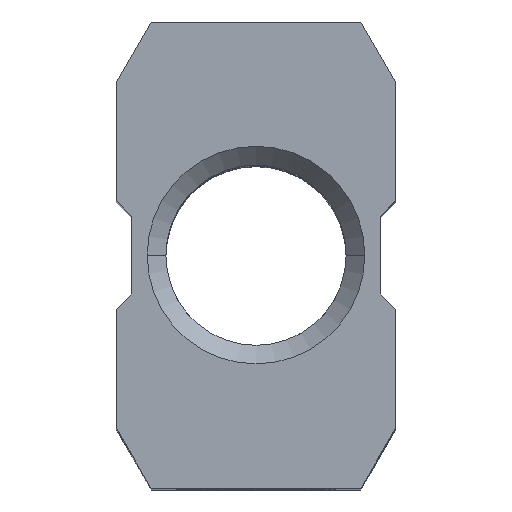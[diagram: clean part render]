
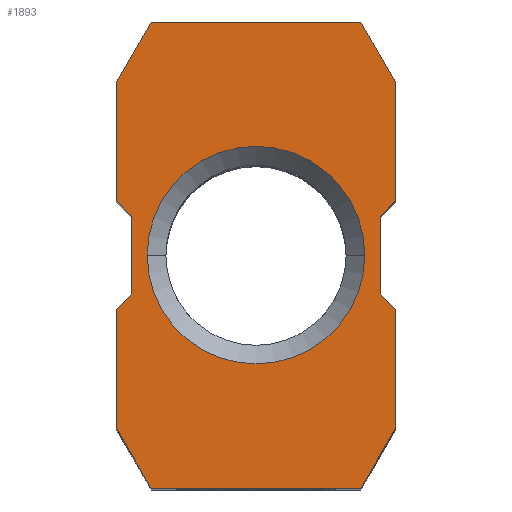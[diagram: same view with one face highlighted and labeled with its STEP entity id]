
A CAD part, top view. The second image highlights one B-rep face of the part: STEP entity #1893.
In plain terms, the highlighted planar face has unit normal (0, 0, 1).
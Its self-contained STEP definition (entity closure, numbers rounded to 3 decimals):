
#18 = EDGE_CURVE ( 'NONE', #97, #1698, #2066, .T. ) ;
#28 = CIRCLE ( 'NONE', #471, 7. ) ;
#41 = DIRECTION ( 'NONE',  ( 1., 0., 0. ) ) ;
#46 = ORIENTED_EDGE ( 'NONE', *, *, #18, .T. ) ;
#53 = FACE_OUTER_BOUND ( 'NONE', #1191, .T. ) ;
#57 = VECTOR ( 'NONE', #172, 1000. ) ;
#97 = VERTEX_POINT ( 'NONE', #2099 ) ;
#145 = CARTESIAN_POINT ( 'NONE',  ( 6.75, 30., 0. ) ) ;
#172 = DIRECTION ( 'NONE',  ( -0.707, -0.707, 0. ) ) ;
#180 = CARTESIAN_POINT ( 'NONE',  ( -8., 28.257, 0. ) ) ;
#192 = DIRECTION ( 'NONE',  ( 0., 0., -1. ) ) ;
#223 = CARTESIAN_POINT ( 'NONE',  ( 9., 3.897, 0. ) ) ;
#241 = LINE ( 'NONE', #1970, #866 ) ;
#243 = ORIENTED_EDGE ( 'NONE', *, *, #1394, .F. ) ;
#250 = LINE ( 'NONE', #1682, #1662 ) ;
#259 = DIRECTION ( 'NONE',  ( 0.707, 0.707, 0. ) ) ;
#274 = LINE ( 'NONE', #1154, #1006 ) ;
#289 = DIRECTION ( 'NONE',  ( -0.5, 0.866, 0. ) ) ;
#309 = CARTESIAN_POINT ( 'NONE',  ( -8., 12.5, 0. ) ) ;
#311 = LINE ( 'NONE', #2180, #2113 ) ;
#321 = LINE ( 'NONE', #1234, #1193 ) ;
#322 = DIRECTION ( 'NONE',  ( -0.5, -0.866, 0. ) ) ;
#324 = VECTOR ( 'NONE', #496, 1000. ) ;
#333 = EDGE_CURVE ( 'NONE', #1726, #1782, #311, .T. ) ;
#334 = DIRECTION ( 'NONE',  ( 0., -1., 0. ) ) ;
#338 = CARTESIAN_POINT ( 'NONE',  ( -9., 28.257, 0. ) ) ;
#340 = VERTEX_POINT ( 'NONE', #2030 ) ;
#358 = CARTESIAN_POINT ( 'NONE',  ( 7., 15., 0. ) ) ;
#361 = PLANE ( 'NONE',  #1704 ) ;
#364 = CARTESIAN_POINT ( 'NONE',  ( -9., 11.5, 0. ) ) ;
#379 = VERTEX_POINT ( 'NONE', #1661 ) ;
#390 = DIRECTION ( 'NONE',  ( -1., 0., 0. ) ) ;
#394 = ORIENTED_EDGE ( 'NONE', *, *, #2188, .F. ) ;
#402 = ORIENTED_EDGE ( 'NONE', *, *, #1457, .F. ) ;
#442 = CARTESIAN_POINT ( 'NONE',  ( 6.75, 0., 0. ) ) ;
#448 = EDGE_CURVE ( 'NONE', #579, #1752, #801, .T. ) ;
#452 = ORIENTED_EDGE ( 'NONE', *, *, #1206, .T. ) ;
#465 = EDGE_CURVE ( 'NONE', #1531, #1698, #250, .T. ) ;
#470 = CARTESIAN_POINT ( 'NONE',  ( 9., 26.103, 0. ) ) ;
#471 = AXIS2_PLACEMENT_3D ( 'NONE', #1299, #779, #968 ) ;
#488 = EDGE_CURVE ( 'NONE', #97, #728, #1303, .T. ) ;
#494 = VERTEX_POINT ( 'NONE', #1298 ) ;
#496 = DIRECTION ( 'NONE',  ( 0., -1., 0. ) ) ;
#523 = LINE ( 'NONE', #1049, #57 ) ;
#525 = ORIENTED_EDGE ( 'NONE', *, *, #1587, .T. ) ;
#579 = VERTEX_POINT ( 'NONE', #2229 ) ;
#606 = LINE ( 'NONE', #1900, #1438 ) ;
#651 = CARTESIAN_POINT ( 'NONE',  ( 6.75, 0., 0. ) ) ;
#676 = ORIENTED_EDGE ( 'NONE', *, *, #448, .F. ) ;
#681 = ORIENTED_EDGE ( 'NONE', *, *, #333, .T. ) ;
#686 = VECTOR ( 'NONE', #1919, 1000. ) ;
#695 = DIRECTION ( 'NONE',  ( 0., 1., 0. ) ) ;
#728 = VERTEX_POINT ( 'NONE', #927 ) ;
#764 = VERTEX_POINT ( 'NONE', #223 ) ;
#779 = DIRECTION ( 'NONE',  ( 0., 0., -1. ) ) ;
#789 = VERTEX_POINT ( 'NONE', #442 ) ;
#796 = CIRCLE ( 'NONE', #1749, 7. ) ;
#801 = LINE ( 'NONE', #1304, #1709 ) ;
#851 = EDGE_CURVE ( 'NONE', #1950, #728, #274, .T. ) ;
#854 = CARTESIAN_POINT ( 'NONE',  ( -9., 26.103, 0. ) ) ;
#858 = ORIENTED_EDGE ( 'NONE', *, *, #1253, .T. ) ;
#866 = VECTOR ( 'NONE', #1091, 1000. ) ;
#927 = CARTESIAN_POINT ( 'NONE',  ( -9., 18.5, 0. ) ) ;
#968 = DIRECTION ( 'NONE',  ( 1., 0., 0. ) ) ;
#1006 = VECTOR ( 'NONE', #1491, 1000. ) ;
#1034 = DIRECTION ( 'NONE',  ( 0.707, -0.707, 0. ) ) ;
#1049 = CARTESIAN_POINT ( 'NONE',  ( 8., 17.5, 0. ) ) ;
#1051 = EDGE_CURVE ( 'NONE', #1531, #1752, #1249, .T. ) ;
#1077 = DIRECTION ( 'NONE',  ( 0., 0., 1. ) ) ;
#1091 = DIRECTION ( 'NONE',  ( 0., 1., 0. ) ) ;
#1132 = ORIENTED_EDGE ( 'NONE', *, *, #2004, .T. ) ;
#1154 = CARTESIAN_POINT ( 'NONE',  ( -9., 28.257, 0. ) ) ;
#1167 = ORIENTED_EDGE ( 'NONE', *, *, #1646, .T. ) ;
#1177 = CARTESIAN_POINT ( 'NONE',  ( -8., 17.5, 0. ) ) ;
#1187 = VERTEX_POINT ( 'NONE', #358 ) ;
#1191 = EDGE_LOOP ( 'NONE', ( #681, #525, #858, #2089, #1204, #46, #1246, #1650, #676, #243, #394, #1132, #402, #1810, #2093, #1361 ) ) ;
#1193 = VECTOR ( 'NONE', #1912, 1000. ) ;
#1194 = EDGE_CURVE ( 'NONE', #1616, #494, #1978, .T. ) ;
#1204 = ORIENTED_EDGE ( 'NONE', *, *, #488, .F. ) ;
#1206 = EDGE_CURVE ( 'NONE', #2094, #1187, #796, .T. ) ;
#1207 = CARTESIAN_POINT ( 'NONE',  ( 9., 28.257, 0. ) ) ;
#1234 = CARTESIAN_POINT ( 'NONE',  ( -6.75, 30., 0. ) ) ;
#1246 = ORIENTED_EDGE ( 'NONE', *, *, #465, .F. ) ;
#1249 = LINE ( 'NONE', #338, #324 ) ;
#1253 = EDGE_CURVE ( 'NONE', #379, #1950, #321, .T. ) ;
#1263 = CARTESIAN_POINT ( 'NONE',  ( -7.757, 30., 0. ) ) ;
#1298 = CARTESIAN_POINT ( 'NONE',  ( 8., 17.5, 0. ) ) ;
#1299 = CARTESIAN_POINT ( 'NONE',  ( 0., 15., 0. ) ) ;
#1303 = LINE ( 'NONE', #1177, #1685 ) ;
#1304 = CARTESIAN_POINT ( 'NONE',  ( -6.75, 0., 0. ) ) ;
#1361 = ORIENTED_EDGE ( 'NONE', *, *, #2216, .T. ) ;
#1394 = EDGE_CURVE ( 'NONE', #789, #579, #1625, .T. ) ;
#1418 = CARTESIAN_POINT ( 'NONE',  ( 8., 28.257, 0. ) ) ;
#1438 = VECTOR ( 'NONE', #1034, 1000. ) ;
#1456 = CARTESIAN_POINT ( 'NONE',  ( -6.75, 0., 0. ) ) ;
#1457 = EDGE_CURVE ( 'NONE', #1616, #1818, #606, .T. ) ;
#1488 = VECTOR ( 'NONE', #334, 1000. ) ;
#1491 = DIRECTION ( 'NONE',  ( 0., -1., 0. ) ) ;
#1526 = DIRECTION ( 'NONE',  ( -0.707, 0.707, 0. ) ) ;
#1531 = VERTEX_POINT ( 'NONE', #364 ) ;
#1539 = LINE ( 'NONE', #1263, #2095 ) ;
#1547 = DIRECTION ( 'NONE',  ( 1., 0., 0. ) ) ;
#1587 = EDGE_CURVE ( 'NONE', #1782, #379, #1539, .T. ) ;
#1616 = VERTEX_POINT ( 'NONE', #2127 ) ;
#1625 = LINE ( 'NONE', #1456, #2201 ) ;
#1646 = EDGE_CURVE ( 'NONE', #1187, #2094, #28, .T. ) ;
#1650 = ORIENTED_EDGE ( 'NONE', *, *, #1051, .T. ) ;
#1654 = FACE_BOUND ( 'NONE', #1731, .T. ) ;
#1661 = CARTESIAN_POINT ( 'NONE',  ( -6.75, 30., 0. ) ) ;
#1662 = VECTOR ( 'NONE', #259, 1000. ) ;
#1671 = DIRECTION ( 'NONE',  ( -0.5, 0.866, 0. ) ) ;
#1682 = CARTESIAN_POINT ( 'NONE',  ( -9., 11.5, 0. ) ) ;
#1685 = VECTOR ( 'NONE', #1526, 1000. ) ;
#1698 = VERTEX_POINT ( 'NONE', #309 ) ;
#1704 = AXIS2_PLACEMENT_3D ( 'NONE', #2120, #1077, #41 ) ;
#1709 = VECTOR ( 'NONE', #289, 1000. ) ;
#1725 = LINE ( 'NONE', #1207, #1892 ) ;
#1726 = VERTEX_POINT ( 'NONE', #470 ) ;
#1731 = EDGE_LOOP ( 'NONE', ( #1167, #452 ) ) ;
#1749 = AXIS2_PLACEMENT_3D ( 'NONE', #2102, #192, #1547 ) ;
#1752 = VERTEX_POINT ( 'NONE', #1883 ) ;
#1778 = EDGE_CURVE ( 'NONE', #340, #494, #523, .T. ) ;
#1782 = VERTEX_POINT ( 'NONE', #145 ) ;
#1785 = VECTOR ( 'NONE', #322, 1000. ) ;
#1810 = ORIENTED_EDGE ( 'NONE', *, *, #1194, .T. ) ;
#1818 = VERTEX_POINT ( 'NONE', #1906 ) ;
#1854 = DIRECTION ( 'NONE',  ( -1., 0., 0. ) ) ;
#1883 = CARTESIAN_POINT ( 'NONE',  ( -9., 3.897, 0. ) ) ;
#1892 = VECTOR ( 'NONE', #695, 1000. ) ;
#1893 = ADVANCED_FACE ( 'NONE', ( #53, #1654 ), #361, .T. ) ;
#1900 = CARTESIAN_POINT ( 'NONE',  ( 9., 11.5, 0. ) ) ;
#1906 = CARTESIAN_POINT ( 'NONE',  ( 9., 11.5, 0. ) ) ;
#1912 = DIRECTION ( 'NONE',  ( -0.5, -0.866, 0. ) ) ;
#1919 = DIRECTION ( 'NONE',  ( 0., 1., 0. ) ) ;
#1950 = VERTEX_POINT ( 'NONE', #854 ) ;
#1970 = CARTESIAN_POINT ( 'NONE',  ( 9., 28.257, 0. ) ) ;
#1978 = LINE ( 'NONE', #1418, #686 ) ;
#2004 = EDGE_CURVE ( 'NONE', #764, #1818, #241, .T. ) ;
#2030 = CARTESIAN_POINT ( 'NONE',  ( 9., 18.5, 0. ) ) ;
#2066 = LINE ( 'NONE', #180, #1488 ) ;
#2089 = ORIENTED_EDGE ( 'NONE', *, *, #851, .T. ) ;
#2093 = ORIENTED_EDGE ( 'NONE', *, *, #1778, .F. ) ;
#2094 = VERTEX_POINT ( 'NONE', #2227 ) ;
#2095 = VECTOR ( 'NONE', #390, 1000. ) ;
#2099 = CARTESIAN_POINT ( 'NONE',  ( -8., 17.5, 0. ) ) ;
#2102 = CARTESIAN_POINT ( 'NONE',  ( 0., 15., 0. ) ) ;
#2113 = VECTOR ( 'NONE', #1671, 1000. ) ;
#2120 = CARTESIAN_POINT ( 'NONE',  ( -7.757, 28.257, 0. ) ) ;
#2127 = CARTESIAN_POINT ( 'NONE',  ( 8., 12.5, 0. ) ) ;
#2180 = CARTESIAN_POINT ( 'NONE',  ( 9., 26.103, 0. ) ) ;
#2188 = EDGE_CURVE ( 'NONE', #764, #789, #2243, .T. ) ;
#2201 = VECTOR ( 'NONE', #1854, 1000. ) ;
#2216 = EDGE_CURVE ( 'NONE', #340, #1726, #1725, .T. ) ;
#2227 = CARTESIAN_POINT ( 'NONE',  ( -7., 15., 0. ) ) ;
#2229 = CARTESIAN_POINT ( 'NONE',  ( -6.75, 0., 0. ) ) ;
#2243 = LINE ( 'NONE', #651, #1785 ) ;
